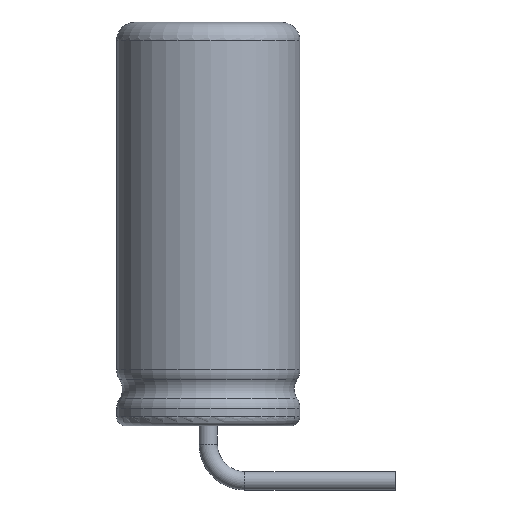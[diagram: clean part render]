
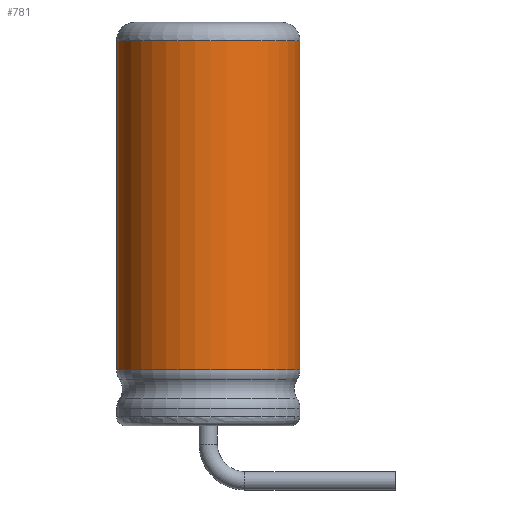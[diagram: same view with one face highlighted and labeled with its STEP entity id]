
A CAD part, front view. The second image highlights one B-rep face of the part: STEP entity #781.
In plain terms, the highlighted cylindrical face has radius 2.5 mm (diameter 5 mm), a partial arc.
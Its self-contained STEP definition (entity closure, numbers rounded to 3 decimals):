
#139 = VERTEX_POINT('',#140);
#140 = CARTESIAN_POINT('',(2.5,0.,10.5));
#156 = EDGE_CURVE('',#139,#157,#159,.T.);
#157 = VERTEX_POINT('',#158);
#158 = CARTESIAN_POINT('',(-0.647,2.415,10.5));
#159 = CIRCLE('',#160,2.5);
#160 = AXIS2_PLACEMENT_3D('',#161,#162,#163);
#161 = CARTESIAN_POINT('',(0.,0.,10.5));
#162 = DIRECTION('',(0.,0.,-1.));
#163 = DIRECTION('',(1.,0.,0.));
#495 = EDGE_CURVE('',#139,#496,#498,.T.);
#496 = VERTEX_POINT('',#497);
#497 = CARTESIAN_POINT('',(2.5,0.,1.524));
#498 = LINE('',#499,#500);
#499 = CARTESIAN_POINT('',(2.5,0.,10.5));
#500 = VECTOR('',#501,1.);
#501 = DIRECTION('',(0.,0.,-1.));
#763 = VERTEX_POINT('',#764);
#764 = CARTESIAN_POINT('',(-0.647,2.415,1.524
    ));
#771 = EDGE_CURVE('',#157,#763,#772,.T.);
#772 = LINE('',#773,#774);
#773 = CARTESIAN_POINT('',(-0.647,2.415,10.5));
#774 = VECTOR('',#775,1.);
#775 = DIRECTION('',(0.,0.,-1.));
#781 = ADVANCED_FACE('',(#782),#794,.T.);
#782 = FACE_BOUND('',#783,.T.);
#783 = EDGE_LOOP('',(#784,#785,#786,#793));
#784 = ORIENTED_EDGE('',*,*,#156,.T.);
#785 = ORIENTED_EDGE('',*,*,#771,.T.);
#786 = ORIENTED_EDGE('',*,*,#787,.F.);
#787 = EDGE_CURVE('',#496,#763,#788,.T.);
#788 = CIRCLE('',#789,2.5);
#789 = AXIS2_PLACEMENT_3D('',#790,#791,#792);
#790 = CARTESIAN_POINT('',(0.,0.,1.524));
#791 = DIRECTION('',(0.,0.,-1.));
#792 = DIRECTION('',(1.,0.,0.));
#793 = ORIENTED_EDGE('',*,*,#495,.F.);
#794 = CYLINDRICAL_SURFACE('',#795,2.5);
#795 = AXIS2_PLACEMENT_3D('',#796,#797,#798);
#796 = CARTESIAN_POINT('',(0.,0.,10.5));
#797 = DIRECTION('',(0.,0.,-1.));
#798 = DIRECTION('',(1.,0.,0.));
